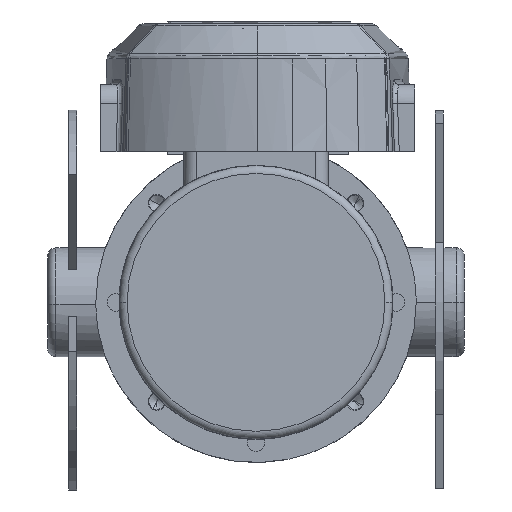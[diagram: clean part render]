
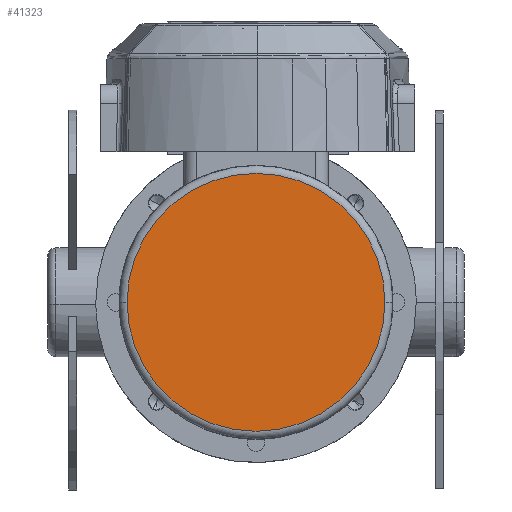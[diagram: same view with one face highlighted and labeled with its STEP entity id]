
A CAD part, front view. The second image highlights one B-rep face of the part: STEP entity #41323.
In plain terms, the highlighted planar face has unit normal (0, -1, 0).
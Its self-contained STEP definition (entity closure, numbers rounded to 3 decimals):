
#41300=CARTESIAN_POINT('Axis2P3D Location',(148.5,-306.666,-160.188)) ;
#41305=CARTESIAN_POINT('Axis2P3D Location',(148.5,-306.666,-160.188)) ;
#41309=CARTESIAN_POINT('Vertex',(229.,-306.666,-160.188)) ;
#41311=CARTESIAN_POINT('Vertex',(68.,-306.666,-160.188)) ;
#41314=CARTESIAN_POINT('Axis2P3D Location',(148.5,-306.666,-160.188)) ;
#41301=DIRECTION('Axis2P3D Direction',(0.,1.,0.)) ;
#41302=DIRECTION('Axis2P3D XDirection',(-1.,0.,0.)) ;
#41306=DIRECTION('Axis2P3D Direction',(0.,1.,0.)) ;
#41315=DIRECTION('Axis2P3D Direction',(0.,1.,0.)) ;
#41303=AXIS2_PLACEMENT_3D('Plane Axis2P3D',#41300,#41301,#41302) ;
#41307=AXIS2_PLACEMENT_3D('Circle Axis2P3D',#41305,#41306,$) ;
#41316=AXIS2_PLACEMENT_3D('Circle Axis2P3D',#41314,#41315,$) ;
#41320=ORIENTED_EDGE('',*,*,#41313,.F.) ;
#41321=ORIENTED_EDGE('',*,*,#41318,.F.) ;
#41323=ADVANCED_FACE('1',(#41322),#41304,.F.) ;
#41308=CIRCLE('generated circle',#41307,80.5) ;
#41317=CIRCLE('generated circle',#41316,80.5) ;
#41313=EDGE_CURVE('',#41310,#41312,#41308,.T.) ;
#41318=EDGE_CURVE('',#41312,#41310,#41317,.T.) ;
#41319=EDGE_LOOP('',(#41320,#41321)) ;
#41322=FACE_OUTER_BOUND('',#41319,.T.) ;
#41304=PLANE('',#41303) ;
#41310=VERTEX_POINT('',#41309) ;
#41312=VERTEX_POINT('',#41311) ;
